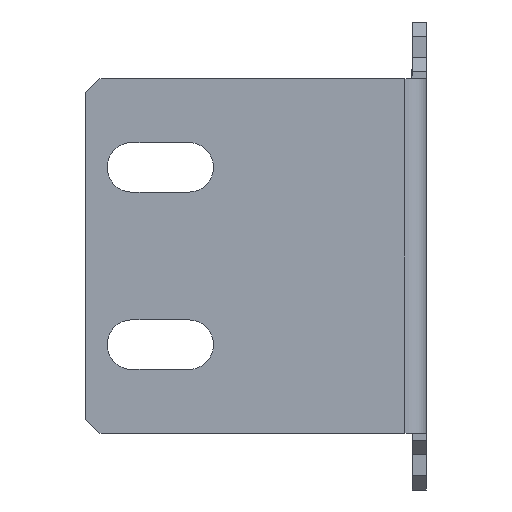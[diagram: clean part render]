
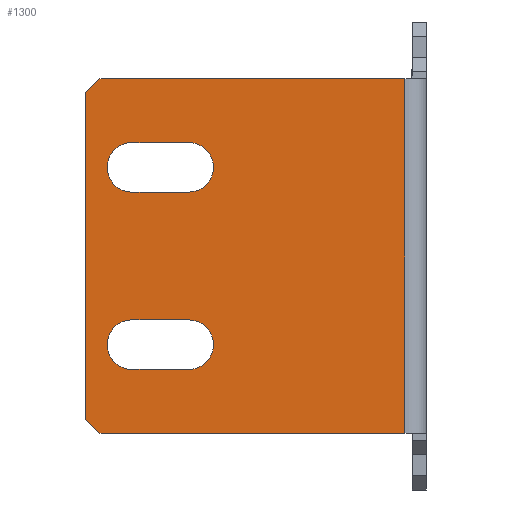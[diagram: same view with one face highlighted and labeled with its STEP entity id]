
A CAD part, front view. The second image highlights one B-rep face of the part: STEP entity #1300.
In plain terms, the highlighted planar face has unit normal (0, -1, 0).
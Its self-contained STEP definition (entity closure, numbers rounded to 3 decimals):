
#15 = EDGE_CURVE ( 'NONE', #1062, #715, #1339, .T. ) ;
#21 = EDGE_CURVE ( 'NONE', #715, #1371, #806, .T. ) ;
#36 = DIRECTION ( 'NONE',  ( -1., 0., 0. ) ) ;
#70 = LINE ( 'NONE', #534, #77 ) ;
#77 = VECTOR ( 'NONE', #549, 1000. ) ;
#99 = VECTOR ( 'NONE', #1253, 1000. ) ;
#100 = CARTESIAN_POINT ( 'NONE',  ( -22.5, -2., -23. ) ) ;
#101 = AXIS2_PLACEMENT_3D ( 'NONE', #381, #593, #142 ) ;
#107 = CARTESIAN_POINT ( 'NONE',  ( -8., -2., -9. ) ) ;
#121 = VECTOR ( 'NONE', #559, 1000. ) ;
#142 = DIRECTION ( 'NONE',  ( -1., 0., 0. ) ) ;
#159 = CARTESIAN_POINT ( 'NONE',  ( -16., -2., -16. ) ) ;
#161 = VERTEX_POINT ( 'NONE', #1293 ) ;
#168 = CARTESIAN_POINT ( 'NONE',  ( -8., -2., -12.5 ) ) ;
#176 = DIRECTION ( 'NONE',  ( 0., 1., 0. ) ) ;
#177 = EDGE_CURVE ( 'NONE', #639, #1024, #1058, .T. ) ;
#192 = ORIENTED_EDGE ( 'NONE', *, *, #193, .T. ) ;
#193 = EDGE_CURVE ( 'NONE', #612, #898, #945, .T. ) ;
#203 = CARTESIAN_POINT ( 'NONE',  ( -16., -2., 16. ) ) ;
#205 = ORIENTED_EDGE ( 'NONE', *, *, #778, .T. ) ;
#251 = CARTESIAN_POINT ( 'NONE',  ( 22.5, -2., -25. ) ) ;
#258 = ORIENTED_EDGE ( 'NONE', *, *, #546, .T. ) ;
#287 = ORIENTED_EDGE ( 'NONE', *, *, #1321, .T. ) ;
#298 = VECTOR ( 'NONE', #387, 1000. ) ;
#306 = LINE ( 'NONE', #1222, #397 ) ;
#333 = EDGE_CURVE ( 'NONE', #1045, #898, #1380, .T. ) ;
#340 = CARTESIAN_POINT ( 'NONE',  ( 22.5, -2., 25. ) ) ;
#351 = DIRECTION ( 'NONE',  ( 1., 0., 0. ) ) ;
#368 = ORIENTED_EDGE ( 'NONE', *, *, #333, .F. ) ;
#374 = DIRECTION ( 'NONE',  ( -1., 0., 0. ) ) ;
#381 = CARTESIAN_POINT ( 'NONE',  ( -16., -2., 12.5 ) ) ;
#387 = DIRECTION ( 'NONE',  ( 1., 0., 0. ) ) ;
#397 = VECTOR ( 'NONE', #662, 1000. ) ;
#404 = CARTESIAN_POINT ( 'NONE',  ( -20.5, -2., -25. ) ) ;
#408 = PLANE ( 'NONE',  #642 ) ;
#449 = VERTEX_POINT ( 'NONE', #951 ) ;
#454 = EDGE_LOOP ( 'NONE', ( #780, #1251, #1281, #927 ) ) ;
#459 = CARTESIAN_POINT ( 'NONE',  ( 22.5, -2., 25. ) ) ;
#477 = EDGE_CURVE ( 'NONE', #449, #1062, #981, .T. ) ;
#495 = ORIENTED_EDGE ( 'NONE', *, *, #1094, .T. ) ;
#506 = EDGE_CURVE ( 'NONE', #1371, #449, #1292, .T. ) ;
#527 = LINE ( 'NONE', #762, #1097 ) ;
#533 = CARTESIAN_POINT ( 'NONE',  ( -8., -2., -16. ) ) ;
#534 = CARTESIAN_POINT ( 'NONE',  ( -20.5, -2., -25. ) ) ;
#537 = CARTESIAN_POINT ( 'NONE',  ( -8., -2., 16. ) ) ;
#546 = EDGE_CURVE ( 'NONE', #1024, #612, #70, .T. ) ;
#549 = DIRECTION ( 'NONE',  ( 0.707, 0., -0.707 ) ) ;
#559 = DIRECTION ( 'NONE',  ( 1., 0., 0. ) ) ;
#566 = CARTESIAN_POINT ( 'NONE',  ( -22.5, -2., -16. ) ) ;
#593 = DIRECTION ( 'NONE',  ( 0., 1., 0. ) ) ;
#612 = VERTEX_POINT ( 'NONE', #404 ) ;
#618 = DIRECTION ( 'NONE',  ( 0., 1., 0. ) ) ;
#625 = FACE_BOUND ( 'NONE', #1232, .T. ) ;
#631 = CARTESIAN_POINT ( 'NONE',  ( -22.5, -2., -25. ) ) ;
#639 = VERTEX_POINT ( 'NONE', #857 ) ;
#642 = AXIS2_PLACEMENT_3D ( 'NONE', #860, #837, #374 ) ;
#646 = DIRECTION ( 'NONE',  ( -1., 0., 0. ) ) ;
#653 = CARTESIAN_POINT ( 'NONE',  ( -22.5, -2., -9. ) ) ;
#662 = DIRECTION ( 'NONE',  ( 1., 0., 0. ) ) ;
#700 = AXIS2_PLACEMENT_3D ( 'NONE', #168, #176, #646 ) ;
#715 = VERTEX_POINT ( 'NONE', #533 ) ;
#742 = CARTESIAN_POINT ( 'NONE',  ( -8., -2., 9. ) ) ;
#762 = CARTESIAN_POINT ( 'NONE',  ( -22.5, -2., 23. ) ) ;
#778 = EDGE_CURVE ( 'NONE', #1410, #639, #527, .T. ) ;
#780 = ORIENTED_EDGE ( 'NONE', *, *, #21, .T. ) ;
#784 = DIRECTION ( 'NONE',  ( -1., 0., 0. ) ) ;
#806 = LINE ( 'NONE', #566, #1260 ) ;
#837 = DIRECTION ( 'NONE',  ( 0., 1., 0. ) ) ;
#839 = EDGE_LOOP ( 'NONE', ( #1192, #205, #1105, #258, #192, #368 ) ) ;
#857 = CARTESIAN_POINT ( 'NONE',  ( -22.5, -2., 23. ) ) ;
#858 = EDGE_CURVE ( 'NONE', #161, #1469, #1237, .T. ) ;
#860 = CARTESIAN_POINT ( 'NONE',  ( -22.5, -2., 25. ) ) ;
#889 = DIRECTION ( 'NONE',  ( -1., 0., 0. ) ) ;
#898 = VERTEX_POINT ( 'NONE', #251 ) ;
#927 = ORIENTED_EDGE ( 'NONE', *, *, #15, .T. ) ;
#932 = VECTOR ( 'NONE', #1165, 1000. ) ;
#936 = VECTOR ( 'NONE', #351, 1000. ) ;
#945 = LINE ( 'NONE', #631, #298 ) ;
#950 = VERTEX_POINT ( 'NONE', #742 ) ;
#951 = CARTESIAN_POINT ( 'NONE',  ( -16., -2., -9. ) ) ;
#961 = AXIS2_PLACEMENT_3D ( 'NONE', #1093, #1435, #889 ) ;
#981 = LINE ( 'NONE', #653, #121 ) ;
#989 = AXIS2_PLACEMENT_3D ( 'NONE', #1408, #618, #1073 ) ;
#1009 = ORIENTED_EDGE ( 'NONE', *, *, #1381, .T. ) ;
#1024 = VERTEX_POINT ( 'NONE', #100 ) ;
#1045 = VERTEX_POINT ( 'NONE', #459 ) ;
#1051 = VECTOR ( 'NONE', #36, 1000. ) ;
#1058 = LINE ( 'NONE', #1301, #932 ) ;
#1062 = VERTEX_POINT ( 'NONE', #107 ) ;
#1065 = LINE ( 'NONE', #1083, #1051 ) ;
#1073 = DIRECTION ( 'NONE',  ( -1., 0., 0. ) ) ;
#1083 = CARTESIAN_POINT ( 'NONE',  ( -22.5, -2., 9. ) ) ;
#1093 = CARTESIAN_POINT ( 'NONE',  ( -16., -2., -12.5 ) ) ;
#1094 = EDGE_CURVE ( 'NONE', #1469, #1446, #1244, .T. ) ;
#1097 = VECTOR ( 'NONE', #1444, 1000. ) ;
#1105 = ORIENTED_EDGE ( 'NONE', *, *, #177, .T. ) ;
#1148 = CARTESIAN_POINT ( 'NONE',  ( -22.5, -2., 16. ) ) ;
#1165 = DIRECTION ( 'NONE',  ( 0., 0., -1. ) ) ;
#1182 = CARTESIAN_POINT ( 'NONE',  ( -20.5, -2., 25. ) ) ;
#1189 = FACE_OUTER_BOUND ( 'NONE', #839, .T. ) ;
#1192 = ORIENTED_EDGE ( 'NONE', *, *, #1429, .F. ) ;
#1222 = CARTESIAN_POINT ( 'NONE',  ( -22.5, -2., 25. ) ) ;
#1232 = EDGE_LOOP ( 'NONE', ( #1009, #1335, #495, #287 ) ) ;
#1237 = CIRCLE ( 'NONE', #101, 3.5 ) ;
#1244 = LINE ( 'NONE', #1148, #936 ) ;
#1251 = ORIENTED_EDGE ( 'NONE', *, *, #506, .T. ) ;
#1253 = DIRECTION ( 'NONE',  ( 0., 0., -1. ) ) ;
#1260 = VECTOR ( 'NONE', #784, 1000. ) ;
#1281 = ORIENTED_EDGE ( 'NONE', *, *, #477, .T. ) ;
#1285 = FACE_BOUND ( 'NONE', #454, .T. ) ;
#1292 = CIRCLE ( 'NONE', #961, 3.5 ) ;
#1293 = CARTESIAN_POINT ( 'NONE',  ( -16., -2., 9. ) ) ;
#1300 = ADVANCED_FACE ( 'NONE', ( #625, #1285, #1189 ), #408, .F. ) ;
#1301 = CARTESIAN_POINT ( 'NONE',  ( -22.5, -2., 25. ) ) ;
#1321 = EDGE_CURVE ( 'NONE', #1446, #950, #1416, .T. ) ;
#1335 = ORIENTED_EDGE ( 'NONE', *, *, #858, .T. ) ;
#1339 = CIRCLE ( 'NONE', #700, 3.5 ) ;
#1371 = VERTEX_POINT ( 'NONE', #159 ) ;
#1380 = LINE ( 'NONE', #340, #99 ) ;
#1381 = EDGE_CURVE ( 'NONE', #950, #161, #1065, .T. ) ;
#1408 = CARTESIAN_POINT ( 'NONE',  ( -8., -2., 12.5 ) ) ;
#1410 = VERTEX_POINT ( 'NONE', #1182 ) ;
#1416 = CIRCLE ( 'NONE', #989, 3.5 ) ;
#1429 = EDGE_CURVE ( 'NONE', #1410, #1045, #306, .T. ) ;
#1435 = DIRECTION ( 'NONE',  ( 0., 1., 0. ) ) ;
#1444 = DIRECTION ( 'NONE',  ( -0.707, 0., -0.707 ) ) ;
#1446 = VERTEX_POINT ( 'NONE', #537 ) ;
#1469 = VERTEX_POINT ( 'NONE', #203 ) ;
